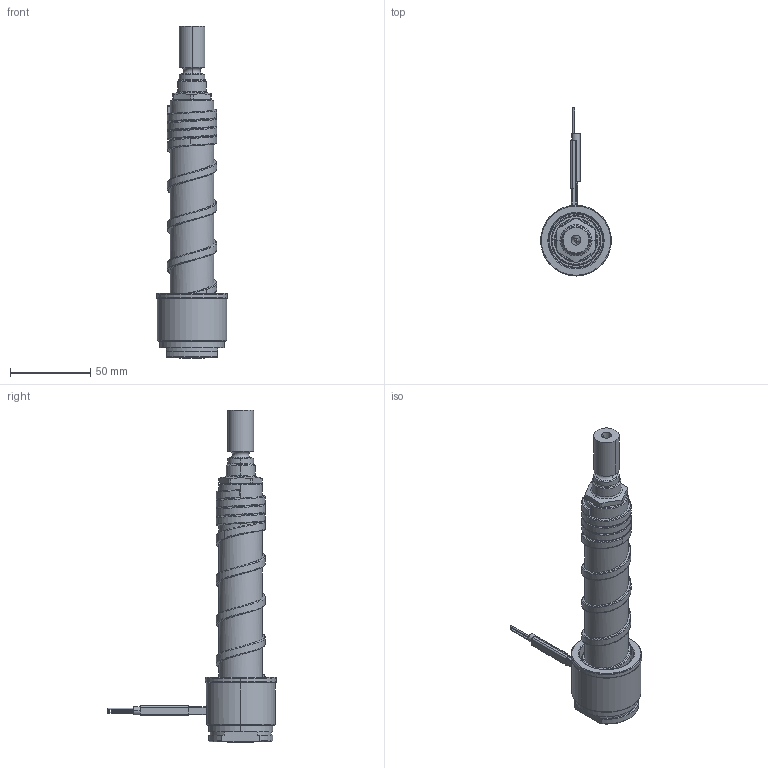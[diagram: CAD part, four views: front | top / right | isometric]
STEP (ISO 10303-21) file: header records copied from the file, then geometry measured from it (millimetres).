
FILE_DESCRIPTION((''),'2;1');
FILE_NAME('EL-176-BEU-H','2014-02-28T',('Íàòàëüÿ'),('IMID'),'PRO/ENGINEER BY PARAMETRIC TECHNOLOGY CORPORATION, 2010180','PRO/ENGINEER BY PARAMETRIC TECHNOLOGY CORPORATION, 2010180','');
FILE_SCHEMA(('CONFIG_CONTROL_DESIGN'));
Length unit declared in the file: millimetre
Products named in the file (1): EL-176-BEU-H
Bounding box: 44 x 104.5 x 206.3 mm (x, y, z)
Volume: 121772.8 mm3; surface area: 43093.7 mm2
Topology: 1 solids, 9 shells, 355 faces, 997 edges, 624 vertices
Faces by surface type: cylinder 111, bspline 75, cone 68, plane 54, torus 31, extrusion 8, revolution 6, sphere 2
Entity records: 24664 total; most frequent: CARTESIAN_POINT 16152, ORIENTED_EDGE 1954, DIRECTION 1512, EDGE_CURVE 989, VERTEX_POINT 624, AXIS2_PLACEMENT_3D 599, EDGE_LOOP 379, B_SPLINE_CURVE_WITH_KNOTS 371
